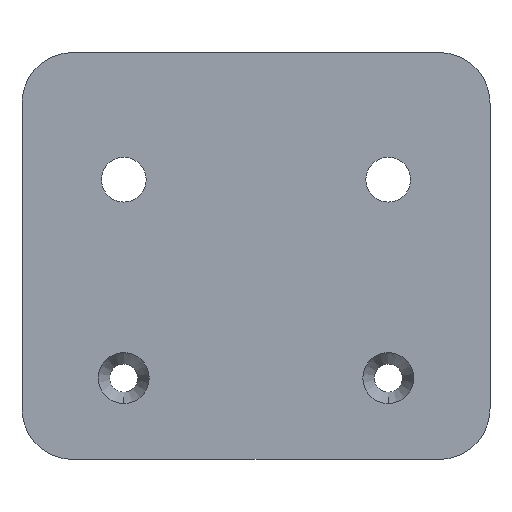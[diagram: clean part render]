
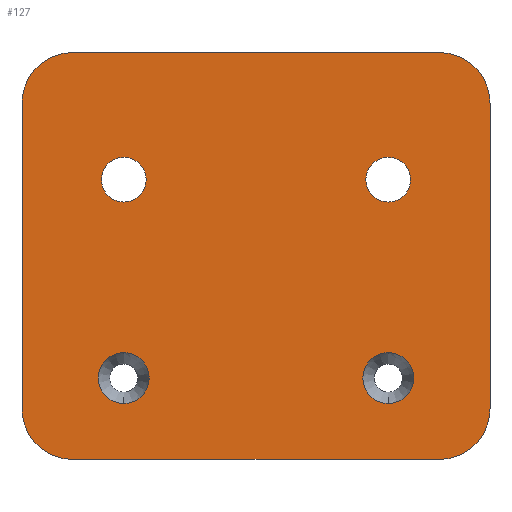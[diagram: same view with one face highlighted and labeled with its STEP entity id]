
A CAD part, front view. The second image highlights one B-rep face of the part: STEP entity #127.
In plain terms, the highlighted planar face has unit normal (0, -1, 0).
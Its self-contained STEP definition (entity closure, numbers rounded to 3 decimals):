
#2 = DIRECTION ( 'NONE',  ( 0., 1., 0. ) ) ;
#4 = EDGE_CURVE ( 'NONE', #142, #319, #413, .T. ) ;
#7 = VERTEX_POINT ( 'NONE', #105 ) ;
#12 = CIRCLE ( 'NONE', #739, 10. ) ;
#13 = DIRECTION ( 'NONE',  ( 0., 0., -1. ) ) ;
#15 = LINE ( 'NONE', #437, #548 ) ;
#25 = ORIENTED_EDGE ( 'NONE', *, *, #705, .T. ) ;
#28 = VERTEX_POINT ( 'NONE', #653 ) ;
#30 = CARTESIAN_POINT ( 'NONE',  ( 26., -5., -19. ) ) ;
#35 = DIRECTION ( 'NONE',  ( 0., 1., 0. ) ) ;
#40 = ORIENTED_EDGE ( 'NONE', *, *, #407, .F. ) ;
#47 = DIRECTION ( 'NONE',  ( 0., 0., -1. ) ) ;
#52 = DIRECTION ( 'NONE',  ( 0., 1., 0. ) ) ;
#55 = LINE ( 'NONE', #552, #210 ) ;
#56 = CIRCLE ( 'NONE', #194, 4.4 ) ;
#58 = DIRECTION ( 'NONE',  ( 0., 0., 1. ) ) ;
#64 = ORIENTED_EDGE ( 'NONE', *, *, #736, .F. ) ;
#73 = DIRECTION ( 'NONE',  ( 0., 1., 0. ) ) ;
#81 = EDGE_CURVE ( 'NONE', #185, #241, #578, .T. ) ;
#86 = VERTEX_POINT ( 'NONE', #460 ) ;
#103 = CIRCLE ( 'NONE', #727, 5. ) ;
#105 = CARTESIAN_POINT ( 'NONE',  ( 26., -5., 19.4 ) ) ;
#107 = CARTESIAN_POINT ( 'NONE',  ( -26., -5., -29. ) ) ;
#109 = EDGE_LOOP ( 'NONE', ( #306, #577 ) ) ;
#112 = ORIENTED_EDGE ( 'NONE', *, *, #593, .F. ) ;
#116 = CARTESIAN_POINT ( 'NONE',  ( -46., -5., 30. ) ) ;
#121 = PLANE ( 'NONE',  #394 ) ;
#127 = ADVANCED_FACE ( 'NONE', ( #787, #777, #782, #490, #537 ), #121, .F. ) ;
#137 = ORIENTED_EDGE ( 'NONE', *, *, #81, .F. ) ;
#139 = EDGE_CURVE ( 'NONE', #695, #543, #56, .T. ) ;
#142 = VERTEX_POINT ( 'NONE', #116 ) ;
#145 = CARTESIAN_POINT ( 'NONE',  ( 26., -5., -24. ) ) ;
#146 = CARTESIAN_POINT ( 'NONE',  ( 26., -5., 15. ) ) ;
#150 = ORIENTED_EDGE ( 'NONE', *, *, #726, .F. ) ;
#160 = DIRECTION ( 'NONE',  ( 0., 0., 1. ) ) ;
#174 = ORIENTED_EDGE ( 'NONE', *, *, #4, .F. ) ;
#176 = CIRCLE ( 'NONE', #561, 4.4 ) ;
#177 = CARTESIAN_POINT ( 'NONE',  ( 26., -5., -24. ) ) ;
#180 = CARTESIAN_POINT ( 'NONE',  ( -26., -5., 15. ) ) ;
#181 = VERTEX_POINT ( 'NONE', #184 ) ;
#183 = DIRECTION ( 'NONE',  ( 0., -1., 0. ) ) ;
#184 = CARTESIAN_POINT ( 'NONE',  ( 36., -5., 40. ) ) ;
#185 = VERTEX_POINT ( 'NONE', #362 ) ;
#186 = CARTESIAN_POINT ( 'NONE',  ( 26., -5., 15. ) ) ;
#194 = AXIS2_PLACEMENT_3D ( 'NONE', #180, #2, #296 ) ;
#205 = DIRECTION ( 'NONE',  ( -1., 0., 0. ) ) ;
#210 = VECTOR ( 'NONE', #47, 1000. ) ;
#211 = CARTESIAN_POINT ( 'NONE',  ( 26., -5., -29. ) ) ;
#213 = CIRCLE ( 'NONE', #485, 5. ) ;
#226 = ORIENTED_EDGE ( 'NONE', *, *, #139, .T. ) ;
#232 = EDGE_CURVE ( 'NONE', #378, #778, #642, .T. ) ;
#240 = AXIS2_PLACEMENT_3D ( 'NONE', #533, #35, #339 ) ;
#241 = VERTEX_POINT ( 'NONE', #686 ) ;
#248 = EDGE_CURVE ( 'NONE', #181, #722, #396, .T. ) ;
#255 = LINE ( 'NONE', #499, #790 ) ;
#263 = DIRECTION ( 'NONE',  ( 0., 1., 0. ) ) ;
#266 = EDGE_CURVE ( 'NONE', #241, #86, #315, .T. ) ;
#268 = CARTESIAN_POINT ( 'NONE',  ( -36., -5., 40. ) ) ;
#272 = ORIENTED_EDGE ( 'NONE', *, *, #511, .F. ) ;
#279 = ORIENTED_EDGE ( 'NONE', *, *, #696, .T. ) ;
#296 = DIRECTION ( 'NONE',  ( 0., 0., 1. ) ) ;
#299 = CARTESIAN_POINT ( 'NONE',  ( -26., -5., 19.4 ) ) ;
#300 = EDGE_CURVE ( 'NONE', #28, #7, #322, .T. ) ;
#306 = ORIENTED_EDGE ( 'NONE', *, *, #232, .F. ) ;
#309 = EDGE_LOOP ( 'NONE', ( #272, #150 ) ) ;
#314 = CARTESIAN_POINT ( 'NONE',  ( -26., -5., 15. ) ) ;
#315 = LINE ( 'NONE', #500, #542 ) ;
#318 = DIRECTION ( 'NONE',  ( 0., 0., -1. ) ) ;
#319 = VERTEX_POINT ( 'NONE', #268 ) ;
#322 = CIRCLE ( 'NONE', #359, 4.4 ) ;
#328 = CARTESIAN_POINT ( 'NONE',  ( -26., -5., -19. ) ) ;
#339 = DIRECTION ( 'NONE',  ( 0., 0., -1. ) ) ;
#341 = AXIS2_PLACEMENT_3D ( 'NONE', #314, #263, #613 ) ;
#359 = AXIS2_PLACEMENT_3D ( 'NONE', #146, #381, #569 ) ;
#362 = CARTESIAN_POINT ( 'NONE',  ( 46., -5., -30. ) ) ;
#374 = EDGE_LOOP ( 'NONE', ( #137, #112, #734, #400, #174, #64, #40, #405 ) ) ;
#378 = VERTEX_POINT ( 'NONE', #211 ) ;
#381 = DIRECTION ( 'NONE',  ( 0., 1., 0. ) ) ;
#394 = AXIS2_PLACEMENT_3D ( 'NONE', #733, #52, #58 ) ;
#396 = CIRCLE ( 'NONE', #461, 10. ) ;
#400 = ORIENTED_EDGE ( 'NONE', *, *, #760, .F. ) ;
#405 = ORIENTED_EDGE ( 'NONE', *, *, #266, .F. ) ;
#407 = EDGE_CURVE ( 'NONE', #86, #531, #12, .T. ) ;
#413 = CIRCLE ( 'NONE', #240, 10. ) ;
#421 = CARTESIAN_POINT ( 'NONE',  ( -26., -5., -24. ) ) ;
#426 = EDGE_LOOP ( 'NONE', ( #25, #488 ) ) ;
#427 = CARTESIAN_POINT ( 'NONE',  ( -26., -5., -24. ) ) ;
#435 = AXIS2_PLACEMENT_3D ( 'NONE', #591, #718, #768 ) ;
#437 = CARTESIAN_POINT ( 'NONE',  ( -46., -5., -30. ) ) ;
#440 = DIRECTION ( 'NONE',  ( 0., 0., 1. ) ) ;
#460 = CARTESIAN_POINT ( 'NONE',  ( -36., -5., -40. ) ) ;
#461 = AXIS2_PLACEMENT_3D ( 'NONE', #680, #73, #629 ) ;
#477 = EDGE_LOOP ( 'NONE', ( #279, #226 ) ) ;
#480 = DIRECTION ( 'NONE',  ( 0., 0., -1. ) ) ;
#483 = VERTEX_POINT ( 'NONE', #107 ) ;
#485 = AXIS2_PLACEMENT_3D ( 'NONE', #145, #560, #13 ) ;
#488 = ORIENTED_EDGE ( 'NONE', *, *, #300, .T. ) ;
#490 = FACE_BOUND ( 'NONE', #477, .T. ) ;
#499 = CARTESIAN_POINT ( 'NONE',  ( -36., -5., 40. ) ) ;
#500 = CARTESIAN_POINT ( 'NONE',  ( -36., -5., -40. ) ) ;
#504 = DIRECTION ( 'NONE',  ( 0., 0., 1. ) ) ;
#511 = EDGE_CURVE ( 'NONE', #483, #784, #617, .T. ) ;
#531 = VERTEX_POINT ( 'NONE', #599 ) ;
#533 = CARTESIAN_POINT ( 'NONE',  ( -36., -5., 30. ) ) ;
#537 = FACE_OUTER_BOUND ( 'NONE', #374, .T. ) ;
#542 = VECTOR ( 'NONE', #205, 1000. ) ;
#543 = VERTEX_POINT ( 'NONE', #299 ) ;
#544 = AXIS2_PLACEMENT_3D ( 'NONE', #421, #183, #480 ) ;
#548 = VECTOR ( 'NONE', #504, 1000. ) ;
#552 = CARTESIAN_POINT ( 'NONE',  ( 46., -5., -30. ) ) ;
#560 = DIRECTION ( 'NONE',  ( 0., -1., 0. ) ) ;
#561 = AXIS2_PLACEMENT_3D ( 'NONE', #186, #753, #440 ) ;
#569 = DIRECTION ( 'NONE',  ( 0., 0., 1. ) ) ;
#577 = ORIENTED_EDGE ( 'NONE', *, *, #756, .F. ) ;
#578 = CIRCLE ( 'NONE', #435, 10. ) ;
#591 = CARTESIAN_POINT ( 'NONE',  ( 36., -5., -30. ) ) ;
#593 = EDGE_CURVE ( 'NONE', #722, #185, #55, .T. ) ;
#599 = CARTESIAN_POINT ( 'NONE',  ( -46., -5., -30. ) ) ;
#613 = DIRECTION ( 'NONE',  ( 0., 0., 1. ) ) ;
#617 = CIRCLE ( 'NONE', #544, 5. ) ;
#618 = DIRECTION ( 'NONE',  ( 0., -1., 0. ) ) ;
#629 = DIRECTION ( 'NONE',  ( 0., 0., 1. ) ) ;
#642 = CIRCLE ( 'NONE', #683, 5. ) ;
#653 = CARTESIAN_POINT ( 'NONE',  ( 26., -5., 10.6 ) ) ;
#664 = DIRECTION ( 'NONE',  ( 0., -1., 0. ) ) ;
#679 = CARTESIAN_POINT ( 'NONE',  ( -26., -5., 10.6 ) ) ;
#680 = CARTESIAN_POINT ( 'NONE',  ( 36., -5., 30. ) ) ;
#683 = AXIS2_PLACEMENT_3D ( 'NONE', #177, #664, #754 ) ;
#686 = CARTESIAN_POINT ( 'NONE',  ( 36., -5., -40. ) ) ;
#690 = CIRCLE ( 'NONE', #341, 4.4 ) ;
#693 = CARTESIAN_POINT ( 'NONE',  ( 46., -5., 30. ) ) ;
#695 = VERTEX_POINT ( 'NONE', #679 ) ;
#696 = EDGE_CURVE ( 'NONE', #543, #695, #690, .T. ) ;
#705 = EDGE_CURVE ( 'NONE', #7, #28, #176, .T. ) ;
#710 = CARTESIAN_POINT ( 'NONE',  ( -36., -5., -30. ) ) ;
#718 = DIRECTION ( 'NONE',  ( 0., 1., 0. ) ) ;
#722 = VERTEX_POINT ( 'NONE', #693 ) ;
#726 = EDGE_CURVE ( 'NONE', #784, #483, #103, .T. ) ;
#727 = AXIS2_PLACEMENT_3D ( 'NONE', #427, #618, #318 ) ;
#733 = CARTESIAN_POINT ( 'NONE',  ( 36., -5., -30. ) ) ;
#734 = ORIENTED_EDGE ( 'NONE', *, *, #248, .F. ) ;
#736 = EDGE_CURVE ( 'NONE', #531, #142, #15, .T. ) ;
#739 = AXIS2_PLACEMENT_3D ( 'NONE', #710, #767, #160 ) ;
#744 = DIRECTION ( 'NONE',  ( 1., 0., 0. ) ) ;
#753 = DIRECTION ( 'NONE',  ( 0., 1., 0. ) ) ;
#754 = DIRECTION ( 'NONE',  ( 0., 0., -1. ) ) ;
#756 = EDGE_CURVE ( 'NONE', #778, #378, #213, .T. ) ;
#760 = EDGE_CURVE ( 'NONE', #319, #181, #255, .T. ) ;
#767 = DIRECTION ( 'NONE',  ( 0., 1., 0. ) ) ;
#768 = DIRECTION ( 'NONE',  ( 0., 0., 1. ) ) ;
#777 = FACE_BOUND ( 'NONE', #109, .T. ) ;
#778 = VERTEX_POINT ( 'NONE', #30 ) ;
#782 = FACE_BOUND ( 'NONE', #426, .T. ) ;
#784 = VERTEX_POINT ( 'NONE', #328 ) ;
#787 = FACE_BOUND ( 'NONE', #309, .T. ) ;
#790 = VECTOR ( 'NONE', #744, 1000. ) ;
